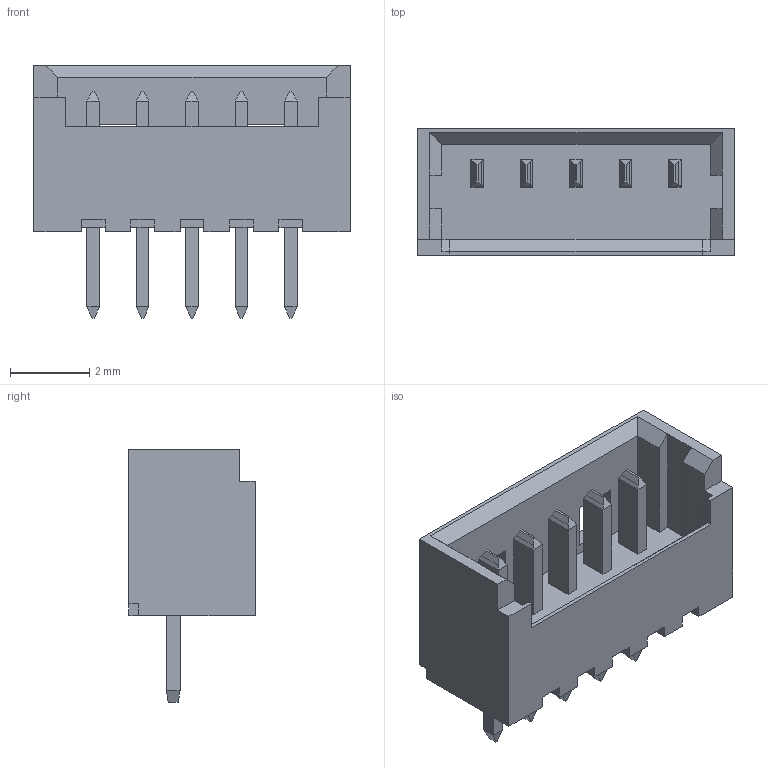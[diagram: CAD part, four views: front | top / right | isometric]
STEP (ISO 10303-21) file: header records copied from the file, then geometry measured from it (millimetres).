
FILE_DESCRIPTION (( 'STEP AP214' ), '1' );
FILE_NAME ('User Library-CON1.25R5TH-VT.STEP', '2018-10-31T11:53:52', ( '' ), ( '' ), 'SwSTEP 2.0', 'SolidWorks 2018', '' );
FILE_SCHEMA (( 'AUTOMOTIVE_DESIGN' ));
Length unit declared in the file: millimetre
Products named in the file (1): User Library-CON1.25R5TH-VT
Bounding box: 8 x 3.2 x 6.4 mm (x, y, z)
Volume: 54.1 mm3; surface area: 218.6 mm2
Topology: 1 solids, 1 shells, 188 faces, 482 edges, 306 vertices
Faces by surface type: plane 188
Entity records: 7628 total; most frequent: CARTESIAN_POINT 977, ORIENTED_EDGE 964, DIRECTION 860, EDGE_CURVE 482, VECTOR 482, LINE 482, VERTEX_POINT 306, EDGE_LOOP 202
